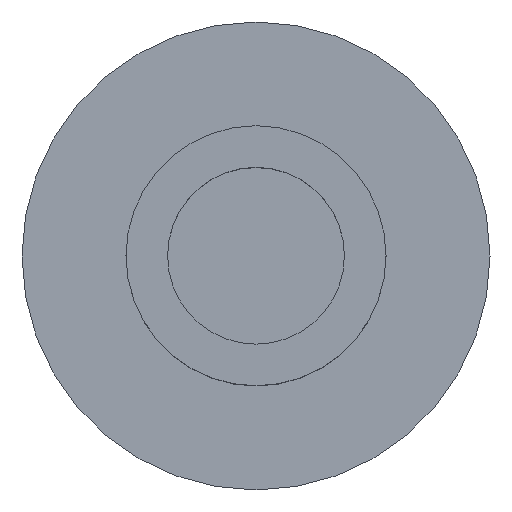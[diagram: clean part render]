
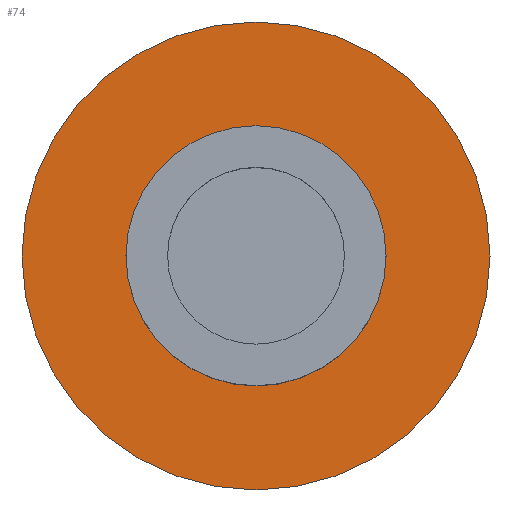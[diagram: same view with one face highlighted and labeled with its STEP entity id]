
A CAD part, top view. The second image highlights one B-rep face of the part: STEP entity #74.
In plain terms, the highlighted planar face has unit normal (0, 0, 1).
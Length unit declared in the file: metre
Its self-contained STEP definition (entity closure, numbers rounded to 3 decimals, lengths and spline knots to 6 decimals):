
#14=PLANE('',#96);
#20=ORIENTED_EDGE('',*,*,#32,.F.);
#21=ORIENTED_EDGE('',*,*,#31,.T.);
#31=EDGE_CURVE('',#37,#37,#43,.T.);
#32=EDGE_CURVE('',#38,#38,#44,.T.);
#37=VERTEX_POINT('',#139);
#38=VERTEX_POINT('',#142);
#43=CIRCLE('',#95,0.009);
#44=CIRCLE('',#97,0.005);
#50=EDGE_LOOP('',(#20));
#51=EDGE_LOOP('',(#21));
#62=FACE_BOUND('',#50,.T.);
#63=FACE_BOUND('',#51,.T.);
#74=ADVANCED_FACE('',(#62,#63),#14,.F.);
#95=AXIS2_PLACEMENT_3D('',#138,#112,#113);
#96=AXIS2_PLACEMENT_3D('',#140,#114,#115);
#97=AXIS2_PLACEMENT_3D('',#141,#116,#117);
#112=DIRECTION('',(0.,0.,1.));
#113=DIRECTION('',(1.,0.,0.));
#114=DIRECTION('',(0.,0.,-1.));
#115=DIRECTION('',(-1.,0.,0.));
#116=DIRECTION('',(0.,0.,1.));
#117=DIRECTION('',(1.,0.,0.));
#138=CARTESIAN_POINT('',(0.,0.,-0.059));
#139=CARTESIAN_POINT('',(0.009,0.,-0.059));
#140=CARTESIAN_POINT('',(0.007,0.,-0.059));
#141=CARTESIAN_POINT('',(0.,0.,-0.059));
#142=CARTESIAN_POINT('',(0.005,0.,-0.059));
